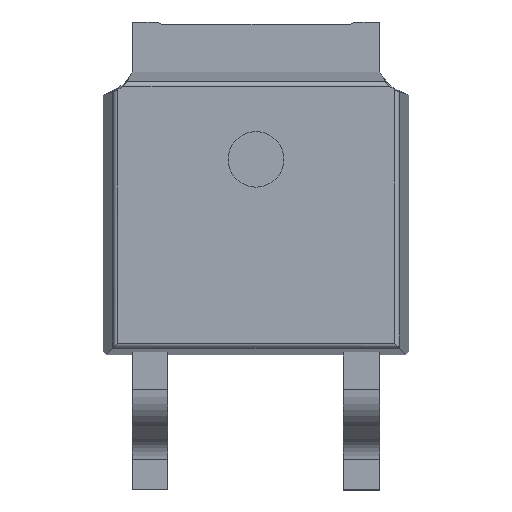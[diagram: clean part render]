
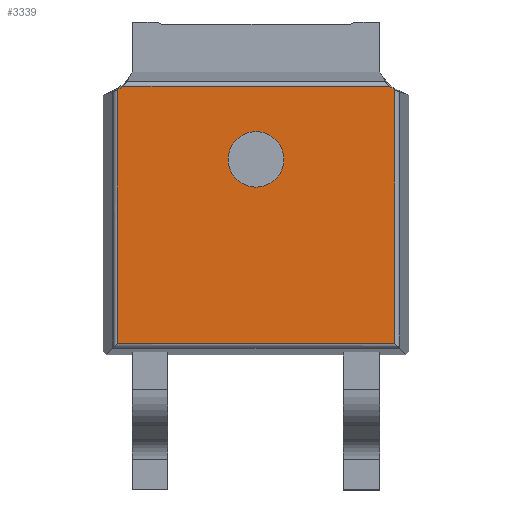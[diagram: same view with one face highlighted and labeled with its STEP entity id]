
A CAD part, top view. The second image highlights one B-rep face of the part: STEP entity #3339.
In plain terms, the highlighted planar face has unit normal (0, 0, 1).
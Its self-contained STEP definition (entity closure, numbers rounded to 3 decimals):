
#19 = EDGE_LOOP ( 'NONE', ( #39, #765, #8173, #7815, #6694, #1124 ) ) ;
#39 = ORIENTED_EDGE ( 'NONE', *, *, #2814, .F. ) ;
#158 = VERTEX_POINT ( 'NONE', #4945 ) ;
#236 = AXIS2_PLACEMENT_3D ( 'NONE', #7891, #7005, #3020 ) ;
#430 = VERTEX_POINT ( 'NONE', #4616 ) ;
#765 = ORIENTED_EDGE ( 'NONE', *, *, #5731, .T. ) ;
#996 = CARTESIAN_POINT ( 'NONE',  ( 6.212, 5.61, 0. ) ) ;
#1005 = VERTEX_POINT ( 'NONE', #6816 ) ;
#1044 = CARTESIAN_POINT ( 'NONE',  ( 6.25, 5.585, 0. ) ) ;
#1124 = ORIENTED_EDGE ( 'NONE', *, *, #9909, .T. ) ;
#1282 = ORIENTED_EDGE ( 'NONE', *, *, #2341, .F. ) ;
#1636 = DIRECTION ( 'NONE',  ( 0., 1., 0. ) ) ;
#1706 = DIRECTION ( 'NONE',  ( 0., 0., -1. ) ) ;
#1851 = LINE ( 'NONE', #6715, #9626 ) ;
#1853 = LINE ( 'NONE', #5068, #3035 ) ;
#2315 = CARTESIAN_POINT ( 'NONE',  ( 3.3, 4.06, 0. ) ) ;
#2341 = EDGE_CURVE ( 'NONE', #2740, #1005, #2733, .T. ) ;
#2733 = CIRCLE ( 'NONE', #7192, 0.6 ) ;
#2740 = VERTEX_POINT ( 'NONE', #5296 ) ;
#2814 = EDGE_CURVE ( 'NONE', #158, #5969, #8949, .T. ) ;
#2851 = VECTOR ( 'NONE', #9891, 1000. ) ;
#2983 = EDGE_CURVE ( 'NONE', #6551, #3227, #9421, .T. ) ;
#3020 = DIRECTION ( 'NONE',  ( 1., 0., 0. ) ) ;
#3035 = VECTOR ( 'NONE', #8220, 1000. ) ;
#3116 = CARTESIAN_POINT ( 'NONE',  ( 0.309, 5.563, 0. ) ) ;
#3156 = CARTESIAN_POINT ( 'NONE',  ( 6.6, 0.088, 0. ) ) ;
#3227 = VERTEX_POINT ( 'NONE', #5490 ) ;
#3339 = ADVANCED_FACE ( 'NONE', ( #4871, #7088 ), #8753, .F. ) ;
#3378 = CARTESIAN_POINT ( 'NONE',  ( 6.291, 5.563, 0. ) ) ;
#3879 = EDGE_CURVE ( 'NONE', #430, #8377, #1851, .T. ) ;
#3927 = DIRECTION ( 'NONE',  ( 0., 1., 0. ) ) ;
#4010 = CARTESIAN_POINT ( 'NONE',  ( 6.291, 5.522, 0. ) ) ;
#4187 = CIRCLE ( 'NONE', #236, 0.6 ) ;
#4616 = CARTESIAN_POINT ( 'NONE',  ( 6.291, 0.088, 0. ) ) ;
#4829 = EDGE_CURVE ( 'NONE', #430, #3227, #5417, .T. ) ;
#4871 = FACE_BOUND ( 'NONE', #8938, .T. ) ;
#4945 = CARTESIAN_POINT ( 'NONE',  ( 0.309, 5.563, 0. ) ) ;
#5000 = ORIENTED_EDGE ( 'NONE', *, *, #6451, .F. ) ;
#5035 = CARTESIAN_POINT ( 'NONE',  ( 0.309, 0.088, 0. ) ) ;
#5068 = CARTESIAN_POINT ( 'NONE',  ( 6.6, 5.64, 0. ) ) ;
#5151 = AXIS2_PLACEMENT_3D ( 'NONE', #3156, #1706, #3927 ) ;
#5296 = CARTESIAN_POINT ( 'NONE',  ( 2.7, 4.06, 0. ) ) ;
#5417 = LINE ( 'NONE', #4010, #8428 ) ;
#5490 = CARTESIAN_POINT ( 'NONE',  ( 6.291, 5.563, 0. ) ) ;
#5731 = EDGE_CURVE ( 'NONE', #158, #8377, #6671, .T. ) ;
#5969 = VERTEX_POINT ( 'NONE', #6135 ) ;
#6068 = CARTESIAN_POINT ( 'NONE',  ( 0.33, 5.573, 0. ) ) ;
#6116 = CARTESIAN_POINT ( 'NONE',  ( 0.373, 5.597, 0. ) ) ;
#6135 = CARTESIAN_POINT ( 'NONE',  ( 0.429, 5.64, 0. ) ) ;
#6273 = CARTESIAN_POINT ( 'NONE',  ( 0.41, 5.624, 0. ) ) ;
#6377 = CARTESIAN_POINT ( 'NONE',  ( 6.178, 5.64, 0. ) ) ;
#6423 = CARTESIAN_POINT ( 'NONE',  ( 0.309, 0.088, 0. ) ) ;
#6451 = EDGE_CURVE ( 'NONE', #1005, #2740, #4187, .T. ) ;
#6551 = VERTEX_POINT ( 'NONE', #9661 ) ;
#6671 = LINE ( 'NONE', #6423, #2851 ) ;
#6694 = ORIENTED_EDGE ( 'NONE', *, *, #2983, .F. ) ;
#6715 = CARTESIAN_POINT ( 'NONE',  ( 6.6, 0.088, 0. ) ) ;
#6816 = CARTESIAN_POINT ( 'NONE',  ( 3.9, 4.06, 0. ) ) ;
#7005 = DIRECTION ( 'NONE',  ( 0., 0., 1. ) ) ;
#7088 = FACE_OUTER_BOUND ( 'NONE', #19, .T. ) ;
#7192 = AXIS2_PLACEMENT_3D ( 'NONE', #2315, #7639, #10244 ) ;
#7639 = DIRECTION ( 'NONE',  ( 0., 0., 1. ) ) ;
#7815 = ORIENTED_EDGE ( 'NONE', *, *, #4829, .T. ) ;
#7891 = CARTESIAN_POINT ( 'NONE',  ( 3.3, 4.06, 0. ) ) ;
#8173 = ORIENTED_EDGE ( 'NONE', *, *, #3879, .F. ) ;
#8220 = DIRECTION ( 'NONE',  ( -1., 0., 0. ) ) ;
#8377 = VERTEX_POINT ( 'NONE', #5035 ) ;
#8428 = VECTOR ( 'NONE', #1636, 1000. ) ;
#8753 = PLANE ( 'NONE',  #5151 ) ;
#8938 = EDGE_LOOP ( 'NONE', ( #5000, #1282 ) ) ;
#8949 = B_SPLINE_CURVE_WITH_KNOTS ( 'NONE', 3,
 ( #3116, #6068, #6116, #6273, #9439 ),
 .UNSPECIFIED., .F., .F.,
 ( 4, 1, 4 ),
 ( 0.345, 0.424, 0.517 ),
 .UNSPECIFIED. ) ;
#9421 = B_SPLINE_CURVE_WITH_KNOTS ( 'NONE', 3,
 ( #6377, #996, #1044, #3378 ),
 .UNSPECIFIED., .F., .F.,
 ( 4, 4 ),
 ( 0.446, 0.615 ),
 .UNSPECIFIED. ) ;
#9439 = CARTESIAN_POINT ( 'NONE',  ( 0.429, 5.64, 0. ) ) ;
#9626 = VECTOR ( 'NONE', #9883, 1000. ) ;
#9661 = CARTESIAN_POINT ( 'NONE',  ( 6.178, 5.64, 0. ) ) ;
#9883 = DIRECTION ( 'NONE',  ( -1., 0., 0. ) ) ;
#9891 = DIRECTION ( 'NONE',  ( 0., -1., 0. ) ) ;
#9909 = EDGE_CURVE ( 'NONE', #6551, #5969, #1853, .T. ) ;
#10244 = DIRECTION ( 'NONE',  ( 1., 0., 0. ) ) ;
